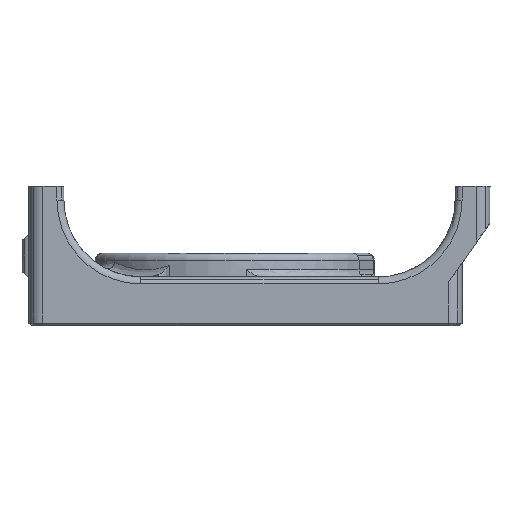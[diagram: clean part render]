
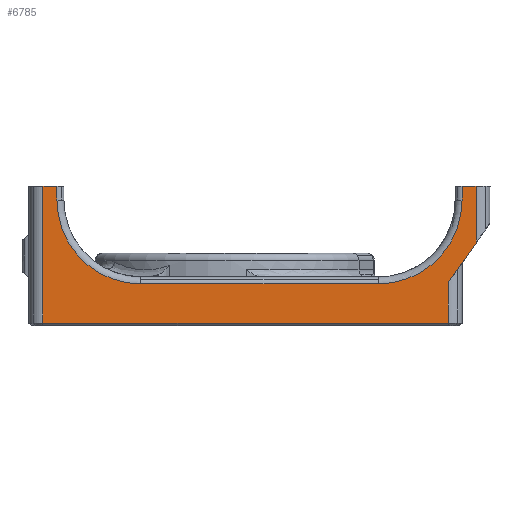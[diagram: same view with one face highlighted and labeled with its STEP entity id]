
A CAD part, left-side view. The second image highlights one B-rep face of the part: STEP entity #6785.
In plain terms, the highlighted planar face has unit normal (-1, 0, 0).
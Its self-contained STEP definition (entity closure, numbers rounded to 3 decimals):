
#66 = VECTOR ( 'NONE', #10620, 1000. ) ;
#82 = ORIENTED_EDGE ( 'NONE', *, *, #10910, .F. ) ;
#152 = VERTEX_POINT ( 'NONE', #671 ) ;
#251 = ORIENTED_EDGE ( 'NONE', *, *, #10526, .T. ) ;
#266 = VECTOR ( 'NONE', #6424, 1000. ) ;
#374 = CIRCLE ( 'NONE', #1457, 12. ) ;
#399 = VERTEX_POINT ( 'NONE', #8218 ) ;
#425 = VERTEX_POINT ( 'NONE', #1280 ) ;
#434 = LINE ( 'NONE', #9018, #10505 ) ;
#486 = LINE ( 'NONE', #5512, #10140 ) ;
#546 = CARTESIAN_POINT ( 'NONE',  ( 0., 2., 20. ) ) ;
#671 = CARTESIAN_POINT ( 'NONE',  ( 0., 16., 6. ) ) ;
#709 = VECTOR ( 'NONE', #8018, 1000. ) ;
#915 = EDGE_LOOP ( 'NONE', ( #10861, #5384, #10346, #9802, #2391, #1737, #7705, #2905, #8710, #6293, #82, #251 ) ) ;
#1073 = AXIS2_PLACEMENT_3D ( 'NONE', #4182, #8586, #6834 ) ;
#1280 = CARTESIAN_POINT ( 'NONE',  ( 0., 62., 20. ) ) ;
#1296 = CARTESIAN_POINT ( 'NONE',  ( 0., 4., 20. ) ) ;
#1457 = AXIS2_PLACEMENT_3D ( 'NONE', #1722, #2803, #2639 ) ;
#1541 = EDGE_CURVE ( 'NONE', #10193, #5357, #8246, .T. ) ;
#1722 = CARTESIAN_POINT ( 'NONE',  ( 0., 50., 18. ) ) ;
#1731 = DIRECTION ( 'NONE',  ( 0., 0., 1. ) ) ;
#1737 = ORIENTED_EDGE ( 'NONE', *, *, #7274, .T. ) ;
#2150 = LINE ( 'NONE', #1296, #266 ) ;
#2315 = VERTEX_POINT ( 'NONE', #10160 ) ;
#2325 = DIRECTION ( 'NONE',  ( 1., 0., 0. ) ) ;
#2333 = CARTESIAN_POINT ( 'NONE',  ( 0., 6., 6.144 ) ) ;
#2391 = ORIENTED_EDGE ( 'NONE', *, *, #9435, .F. ) ;
#2538 = VERTEX_POINT ( 'NONE', #9808 ) ;
#2639 = DIRECTION ( 'NONE',  ( 0., 0.707, -0.707 ) ) ;
#2803 = DIRECTION ( 'NONE',  ( 1., 0., 0. ) ) ;
#2905 = ORIENTED_EDGE ( 'NONE', *, *, #6970, .T. ) ;
#2999 = VERTEX_POINT ( 'NONE', #6994 ) ;
#3133 = CARTESIAN_POINT ( 'NONE',  ( 0., 4., 20. ) ) ;
#3709 = EDGE_CURVE ( 'NONE', #399, #2999, #374, .T. ) ;
#3978 = LINE ( 'NONE', #3133, #5062 ) ;
#4182 = CARTESIAN_POINT ( 'NONE',  ( 0., 66., 20. ) ) ;
#4447 = CARTESIAN_POINT ( 'NONE',  ( 0., 64., 20. ) ) ;
#4916 = DIRECTION ( 'NONE',  ( 0., -1., 0. ) ) ;
#5062 = VECTOR ( 'NONE', #9110, 1000. ) ;
#5141 = PLANE ( 'NONE',  #1073 ) ;
#5357 = VERTEX_POINT ( 'NONE', #11127 ) ;
#5384 = ORIENTED_EDGE ( 'NONE', *, *, #8043, .T. ) ;
#5512 = CARTESIAN_POINT ( 'NONE',  ( 0., 9.615, 0.982 ) ) ;
#5661 = VERTEX_POINT ( 'NONE', #6585 ) ;
#5859 = LINE ( 'NONE', #5974, #10863 ) ;
#5974 = CARTESIAN_POINT ( 'NONE',  ( 0., 62., 21.5 ) ) ;
#6144 = CIRCLE ( 'NONE', #10132, 12. ) ;
#6293 = ORIENTED_EDGE ( 'NONE', *, *, #7887, .T. ) ;
#6424 = DIRECTION ( 'NONE',  ( 0., -1., 0. ) ) ;
#6438 = DIRECTION ( 'NONE',  ( 0., -1., 0. ) ) ;
#6585 = CARTESIAN_POINT ( 'NONE',  ( 0., 4., 18. ) ) ;
#6785 = ADVANCED_FACE ( 'NONE', ( #9492 ), #5141, .T. ) ;
#6834 = DIRECTION ( 'NONE',  ( 0., 1., 0. ) ) ;
#6866 = CARTESIAN_POINT ( 'NONE',  ( 0., 2., 20. ) ) ;
#6886 = DIRECTION ( 'NONE',  ( 0., 0., 1. ) ) ;
#6970 = EDGE_CURVE ( 'NONE', #152, #399, #7005, .T. ) ;
#6994 = CARTESIAN_POINT ( 'NONE',  ( 0., 62., 18. ) ) ;
#7005 = LINE ( 'NONE', #10686, #709 ) ;
#7077 = CARTESIAN_POINT ( 'NONE',  ( 0., 68., 20. ) ) ;
#7274 = EDGE_CURVE ( 'NONE', #2538, #5661, #3978, .T. ) ;
#7662 = VECTOR ( 'NONE', #1731, 1000. ) ;
#7705 = ORIENTED_EDGE ( 'NONE', *, *, #7795, .T. ) ;
#7795 = EDGE_CURVE ( 'NONE', #5661, #152, #6144, .T. ) ;
#7881 = LINE ( 'NONE', #6866, #7662 ) ;
#7887 = EDGE_CURVE ( 'NONE', #2999, #425, #5859, .T. ) ;
#8013 = CARTESIAN_POINT ( 'NONE',  ( 0., 6., 14.5 ) ) ;
#8018 = DIRECTION ( 'NONE',  ( 0., 1., 0. ) ) ;
#8043 = EDGE_CURVE ( 'NONE', #5357, #10973, #9713, .T. ) ;
#8183 = EDGE_CURVE ( 'NONE', #2315, #10641, #7881, .T. ) ;
#8218 = CARTESIAN_POINT ( 'NONE',  ( 0., 50., 6. ) ) ;
#8219 = DIRECTION ( 'NONE',  ( 0., 0., -1. ) ) ;
#8246 = LINE ( 'NONE', #9222, #10251 ) ;
#8586 = DIRECTION ( 'NONE',  ( -1., 0., 0. ) ) ;
#8710 = ORIENTED_EDGE ( 'NONE', *, *, #3709, .T. ) ;
#9018 = CARTESIAN_POINT ( 'NONE',  ( 0., 64., 20. ) ) ;
#9071 = DIRECTION ( 'NONE',  ( 0., 0.574, -0.819 ) ) ;
#9110 = DIRECTION ( 'NONE',  ( 0., 0., -1. ) ) ;
#9147 = CARTESIAN_POINT ( 'NONE',  ( 0., 16., 18. ) ) ;
#9213 = DIRECTION ( 'NONE',  ( 0., -0.707, -0.707 ) ) ;
#9222 = CARTESIAN_POINT ( 'NONE',  ( 0., 49.5, 0.4 ) ) ;
#9435 = EDGE_CURVE ( 'NONE', #2538, #10641, #2150, .T. ) ;
#9492 = FACE_OUTER_BOUND ( 'NONE', #915, .T. ) ;
#9713 = LINE ( 'NONE', #8013, #66 ) ;
#9802 = ORIENTED_EDGE ( 'NONE', *, *, #8183, .T. ) ;
#9808 = CARTESIAN_POINT ( 'NONE',  ( 0., 4., 20. ) ) ;
#10110 = CARTESIAN_POINT ( 'NONE',  ( 0., 64., 0.4 ) ) ;
#10132 = AXIS2_PLACEMENT_3D ( 'NONE', #9147, #2325, #9213 ) ;
#10140 = VECTOR ( 'NONE', #9071, 1000. ) ;
#10160 = CARTESIAN_POINT ( 'NONE',  ( 0., 2., 11.856 ) ) ;
#10193 = VERTEX_POINT ( 'NONE', #10110 ) ;
#10251 = VECTOR ( 'NONE', #4916, 1000. ) ;
#10346 = ORIENTED_EDGE ( 'NONE', *, *, #10544, .F. ) ;
#10449 = VERTEX_POINT ( 'NONE', #4447 ) ;
#10505 = VECTOR ( 'NONE', #8219, 1000. ) ;
#10526 = EDGE_CURVE ( 'NONE', #10449, #10193, #434, .T. ) ;
#10532 = LINE ( 'NONE', #7077, #10616 ) ;
#10544 = EDGE_CURVE ( 'NONE', #2315, #10973, #486, .T. ) ;
#10616 = VECTOR ( 'NONE', #6438, 1000. ) ;
#10620 = DIRECTION ( 'NONE',  ( 0., 0., 1. ) ) ;
#10641 = VERTEX_POINT ( 'NONE', #546 ) ;
#10686 = CARTESIAN_POINT ( 'NONE',  ( 0., 58., 6. ) ) ;
#10861 = ORIENTED_EDGE ( 'NONE', *, *, #1541, .T. ) ;
#10863 = VECTOR ( 'NONE', #6886, 1000. ) ;
#10910 = EDGE_CURVE ( 'NONE', #10449, #425, #10532, .T. ) ;
#10973 = VERTEX_POINT ( 'NONE', #2333 ) ;
#11127 = CARTESIAN_POINT ( 'NONE',  ( 0., 6., 0.4 ) ) ;
